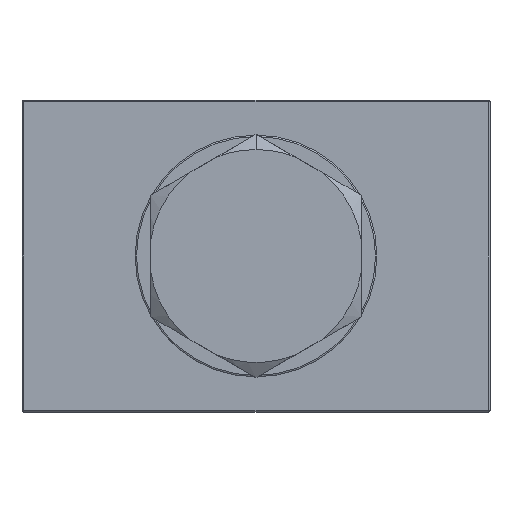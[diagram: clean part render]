
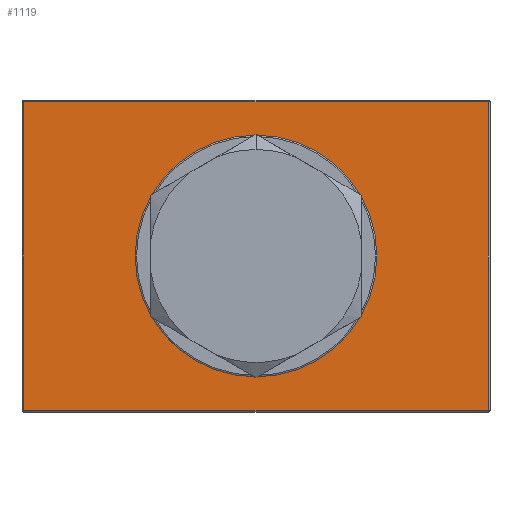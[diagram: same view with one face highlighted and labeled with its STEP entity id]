
A CAD part, front view. The second image highlights one B-rep face of the part: STEP entity #1119.
In plain terms, the highlighted planar face has unit normal (0, -1, 0).
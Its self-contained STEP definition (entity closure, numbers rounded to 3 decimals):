
#157 = CIRCLE ( 'NONE', #170, 7.75 ) ;
#170 = AXIS2_PLACEMENT_3D ( 'NONE', #280, #277, #278 ) ;
#172 = CIRCLE ( 'NONE', #176, 7.75 ) ;
#173 = VECTOR ( 'NONE', #544, 1000. ) ;
#176 = AXIS2_PLACEMENT_3D ( 'NONE', #564, #560, #554 ) ;
#194 = VECTOR ( 'NONE', #808, 1000. ) ;
#245 = CARTESIAN_POINT ( 'NONE',  ( -14.9, 0., 20. ) ) ;
#277 = DIRECTION ( 'NONE',  ( 0., 1., 0. ) ) ;
#278 = DIRECTION ( 'NONE',  ( 0., 0., 1. ) ) ;
#280 = CARTESIAN_POINT ( 'NONE',  ( 0., 0., 10. ) ) ;
#410 = FACE_BOUND ( 'NONE', #1705, .T. ) ;
#411 = DIRECTION ( 'NONE',  ( 0., 0., 1. ) ) ;
#414 = DIRECTION ( 'NONE',  ( 0., 1., 0. ) ) ;
#415 = PLANE ( 'NONE',  #2029 ) ;
#418 = FACE_OUTER_BOUND ( 'NONE', #1709, .T. ) ;
#426 = CARTESIAN_POINT ( 'NONE',  ( -15., 0., 20. ) ) ;
#472 = CARTESIAN_POINT ( 'NONE',  ( 0., 0., 17.75 ) ) ;
#480 = CARTESIAN_POINT ( 'NONE',  ( 0., 0., 2.25 ) ) ;
#485 = CARTESIAN_POINT ( 'NONE',  ( 14.9, 0., 19.9 ) ) ;
#520 = DIRECTION ( 'NONE',  ( 0., 0., 1. ) ) ;
#536 = CARTESIAN_POINT ( 'NONE',  ( 14.9, 0., 20. ) ) ;
#544 = DIRECTION ( 'NONE',  ( 1., 0., 0. ) ) ;
#554 = DIRECTION ( 'NONE',  ( 0., 0., 1. ) ) ;
#560 = DIRECTION ( 'NONE',  ( 0., 1., 0. ) ) ;
#562 = CARTESIAN_POINT ( 'NONE',  ( -14.9, 0., 0.1 ) ) ;
#564 = CARTESIAN_POINT ( 'NONE',  ( 0., 0., 10. ) ) ;
#565 = LINE ( 'NONE', #536, #2044 ) ;
#569 = CARTESIAN_POINT ( 'NONE',  ( 15., 0., 0.1 ) ) ;
#570 = CARTESIAN_POINT ( 'NONE',  ( -14.9, 0., 19.9 ) ) ;
#571 = CARTESIAN_POINT ( 'NONE',  ( 14.9, 0., 0.1 ) ) ;
#583 = LINE ( 'NONE', #569, #173 ) ;
#709 = LINE ( 'NONE', #245, #1419 ) ;
#808 = DIRECTION ( 'NONE',  ( -1., 0., 0. ) ) ;
#809 = LINE ( 'NONE', #899, #194 ) ;
#899 = CARTESIAN_POINT ( 'NONE',  ( -15., 0., 19.9 ) ) ;
#948 = DIRECTION ( 'NONE',  ( 0., 0., -1. ) ) ;
#1058 = EDGE_CURVE ( 'NONE', #2064, #1934, #809, .T. ) ;
#1096 = EDGE_CURVE ( 'NONE', #2069, #2077, #172, .T. ) ;
#1098 = EDGE_CURVE ( 'NONE', #1933, #1932, #583, .T. ) ;
#1105 = EDGE_CURVE ( 'NONE', #1932, #2064, #565, .T. ) ;
#1119 = ADVANCED_FACE ( 'NONE', ( #418, #410 ), #415, .F. ) ;
#1142 = EDGE_CURVE ( 'NONE', #2077, #2069, #157, .T. ) ;
#1159 = EDGE_CURVE ( 'NONE', #1934, #1933, #709, .T. ) ;
#1419 = VECTOR ( 'NONE', #948, 1000. ) ;
#1705 = EDGE_LOOP ( 'NONE', ( #2100, #2105 ) ) ;
#1709 = EDGE_LOOP ( 'NONE', ( #2106, #2109, #2104, #2103 ) ) ;
#1932 = VERTEX_POINT ( 'NONE', #571 ) ;
#1933 = VERTEX_POINT ( 'NONE', #562 ) ;
#1934 = VERTEX_POINT ( 'NONE', #570 ) ;
#2029 = AXIS2_PLACEMENT_3D ( 'NONE', #426, #414, #411 ) ;
#2044 = VECTOR ( 'NONE', #520, 1000. ) ;
#2064 = VERTEX_POINT ( 'NONE', #485 ) ;
#2069 = VERTEX_POINT ( 'NONE', #480 ) ;
#2077 = VERTEX_POINT ( 'NONE', #472 ) ;
#2100 = ORIENTED_EDGE ( 'NONE', *, *, #1142, .T. ) ;
#2103 = ORIENTED_EDGE ( 'NONE', *, *, #1105, .T. ) ;
#2104 = ORIENTED_EDGE ( 'NONE', *, *, #1098, .T. ) ;
#2105 = ORIENTED_EDGE ( 'NONE', *, *, #1096, .T. ) ;
#2106 = ORIENTED_EDGE ( 'NONE', *, *, #1058, .T. ) ;
#2109 = ORIENTED_EDGE ( 'NONE', *, *, #1159, .T. ) ;
